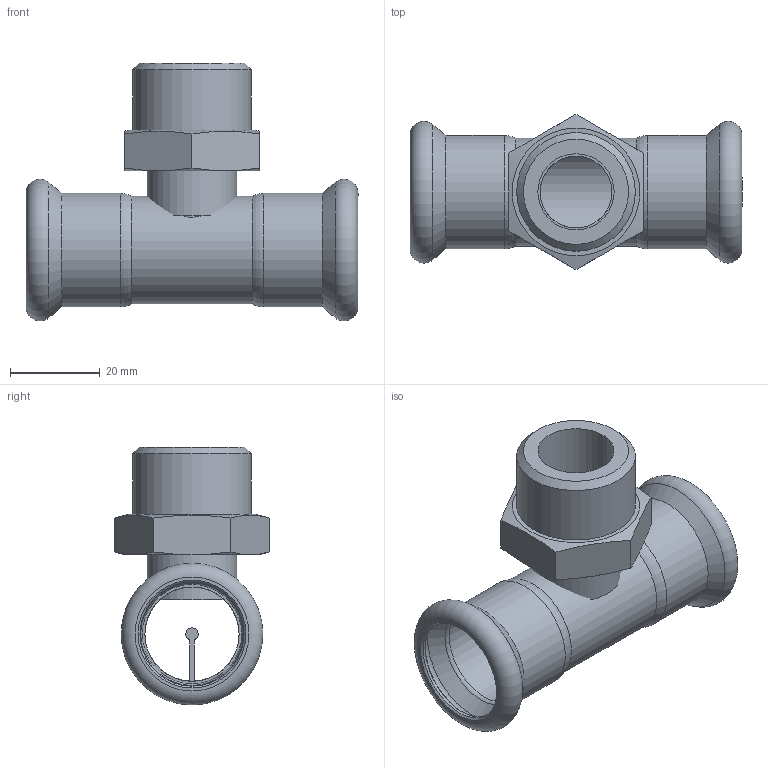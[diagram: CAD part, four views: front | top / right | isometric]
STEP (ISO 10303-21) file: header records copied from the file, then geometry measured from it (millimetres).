
FILE_DESCRIPTION(/* description */ (''),/* implementation_level */ '2;1');
FILE_NAME(/* name */ '81458.stp',/* time_stamp */ '2014-04-03T09:24:05+02:00',/* author */ ('bruh'),/* organization */ (''),/* preprocessor_version */ 'ST-DEVELOPER v15.2',/* originating_system */ 'Autodesk Inventor 2014',/* authorisation */ '');
FILE_SCHEMA (('AUTOMOTIVE_DESIGN { 1 0 10303 214 3 1 1 }'));
Length unit declared in the file: millimetre
Products named in the file (4): 401093; 900023; 100163; 81458
Bounding box: 74 x 34.64 x 57.5 mm (x, y, z)
Volume: 20290.9 mm3; surface area: 19219.5 mm2
Topology: 4 solids, 4 shells, 68 faces, 138 edges, 85 vertices
Faces by surface type: plane 27, cylinder 17, cone 16, torus 8
Full cylindrical faces by diameter (mm): 16 x1, 17 x1, 19 x1, 20 x1, 21 x3, 22.2 x2, 23.2 x2, 24 x1, 25.3 x2, 26.441 x1
Entity records: 1288 total; most frequent: CARTESIAN_POINT 304, DIRECTION 204, ORIENTED_EDGE 146, AXIS2_PLACEMENT_3D 95, EDGE_LOOP 82, EDGE_CURVE 73, VERTEX_POINT 57, ADVANCED_FACE 48
